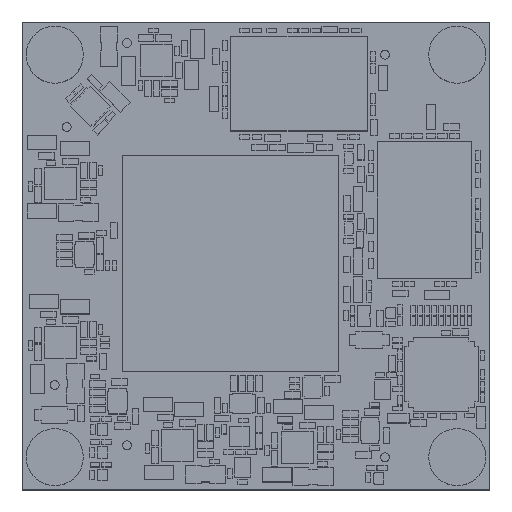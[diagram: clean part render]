
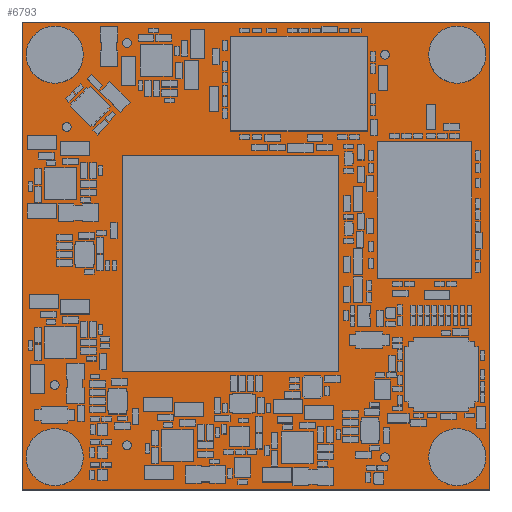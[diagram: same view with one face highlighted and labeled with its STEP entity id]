
A CAD part, top view. The second image highlights one B-rep face of the part: STEP entity #6793.
In plain terms, the highlighted planar face has unit normal (0, 0, 1).
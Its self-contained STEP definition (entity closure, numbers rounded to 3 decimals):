
#2096=CIRCLE($,#4871,0.475);
#2097=CIRCLE($,#4872,0.475);
#2100=CIRCLE($,#4877,0.475);
#2101=CIRCLE($,#4878,0.475);
#2104=CIRCLE($,#4883,0.475);
#2105=CIRCLE($,#4884,0.475);
#2108=CIRCLE($,#4889,0.475);
#2109=CIRCLE($,#4890,0.475);
#2112=CIRCLE($,#4895,0.475);
#2113=CIRCLE($,#4896,0.475);
#2116=CIRCLE($,#4901,0.475);
#2117=CIRCLE($,#4902,0.475);
#3969=FACE_OUTER_BOUND($,#4417,.F.);
#3975=FACE_OUTER_BOUND($,#4423,.T.);
#3979=FACE_OUTER_BOUND($,#4427,.T.);
#3983=FACE_OUTER_BOUND($,#4431,.T.);
#3987=FACE_OUTER_BOUND($,#4435,.T.);
#3991=FACE_OUTER_BOUND($,#4439,.T.);
#3995=FACE_OUTER_BOUND($,#4443,.T.);
#4417=EDGE_LOOP($,(#7229,#7230,#7231,#7232));
#4423=EDGE_LOOP($,(#7253,#7254));
#4427=EDGE_LOOP($,(#7265,#7266));
#4431=EDGE_LOOP($,(#7277,#7278));
#4435=EDGE_LOOP($,(#7289,#7290));
#4439=EDGE_LOOP($,(#7301,#7302));
#4443=EDGE_LOOP($,(#7313,#7314));
#4865=AXIS2_PLACEMENT_3D($,#16730,#14286,$);
#4871=AXIS2_PLACEMENT_3D($,#16742,#14286,$);
#4872=AXIS2_PLACEMENT_3D($,#16743,#14286,$);
#4877=AXIS2_PLACEMENT_3D($,#16754,#14286,$);
#4878=AXIS2_PLACEMENT_3D($,#16755,#14286,$);
#4883=AXIS2_PLACEMENT_3D($,#16766,#14286,$);
#4884=AXIS2_PLACEMENT_3D($,#16767,#14286,$);
#4889=AXIS2_PLACEMENT_3D($,#16778,#14286,$);
#4890=AXIS2_PLACEMENT_3D($,#16779,#14286,$);
#4895=AXIS2_PLACEMENT_3D($,#16790,#14286,$);
#4896=AXIS2_PLACEMENT_3D($,#16791,#14286,$);
#4901=AXIS2_PLACEMENT_3D($,#16802,#14286,$);
#4902=AXIS2_PLACEMENT_3D($,#16803,#14286,$);
#6383=PLANE($,#4865);
#6793=ADVANCED_FACE($,(#3969,#3975,#3979,#3983,#3987,#3991,#3995),#6383,
 .T.);
#7229=ORIENTED_EDGE($,*,*,#9401,.T.);
#7230=ORIENTED_EDGE($,*,*,#9402,.T.);
#7231=ORIENTED_EDGE($,*,*,#9403,.T.);
#7232=ORIENTED_EDGE($,*,*,#9404,.T.);
#7253=ORIENTED_EDGE($,*,*,#9414,.T.);
#7254=ORIENTED_EDGE($,*,*,#9415,.T.);
#7265=ORIENTED_EDGE($,*,*,#9421,.T.);
#7266=ORIENTED_EDGE($,*,*,#9422,.T.);
#7277=ORIENTED_EDGE($,*,*,#9428,.T.);
#7278=ORIENTED_EDGE($,*,*,#9429,.T.);
#7289=ORIENTED_EDGE($,*,*,#9435,.T.);
#7290=ORIENTED_EDGE($,*,*,#9436,.T.);
#7301=ORIENTED_EDGE($,*,*,#9442,.T.);
#7302=ORIENTED_EDGE($,*,*,#9443,.T.);
#7313=ORIENTED_EDGE($,*,*,#9449,.T.);
#7314=ORIENTED_EDGE($,*,*,#9450,.T.);
#9401=EDGE_CURVE($,#12684,#12685,#11607,.T.);
#9402=EDGE_CURVE($,#12685,#12686,#11608,.T.);
#9403=EDGE_CURVE($,#12686,#12687,#11609,.T.);
#9404=EDGE_CURVE($,#12687,#12684,#11610,.T.);
#9414=EDGE_CURVE($,#12694,#12695,#2096,.F.);
#9415=EDGE_CURVE($,#12695,#12694,#2097,.F.);
#9421=EDGE_CURVE($,#12700,#12701,#2100,.F.);
#9422=EDGE_CURVE($,#12701,#12700,#2101,.F.);
#9428=EDGE_CURVE($,#12706,#12707,#2104,.F.);
#9429=EDGE_CURVE($,#12707,#12706,#2105,.F.);
#9435=EDGE_CURVE($,#12712,#12713,#2108,.F.);
#9436=EDGE_CURVE($,#12713,#12712,#2109,.F.);
#9442=EDGE_CURVE($,#12718,#12719,#2112,.F.);
#9443=EDGE_CURVE($,#12719,#12718,#2113,.F.);
#9449=EDGE_CURVE($,#12724,#12725,#2116,.F.);
#9450=EDGE_CURVE($,#12725,#12724,#2117,.F.);
#10530=VECTOR($,#14289,50.);
#10531=VECTOR($,#14290,50.);
#10532=VECTOR($,#14291,50.);
#10533=VECTOR($,#14292,50.);
#11607=LINE($,#16729,#10530);
#11608=LINE($,#16730,#10531);
#11609=LINE($,#16731,#10532);
#11610=LINE($,#16732,#10533);
#12684=VERTEX_POINT($,#16729);
#12685=VERTEX_POINT($,#16730);
#12686=VERTEX_POINT($,#16731);
#12687=VERTEX_POINT($,#16732);
#12694=VERTEX_POINT($,#16739);
#12695=VERTEX_POINT($,#16740);
#12700=VERTEX_POINT($,#16751);
#12701=VERTEX_POINT($,#16752);
#12706=VERTEX_POINT($,#16763);
#12707=VERTEX_POINT($,#16764);
#12712=VERTEX_POINT($,#16775);
#12713=VERTEX_POINT($,#16776);
#12718=VERTEX_POINT($,#16787);
#12719=VERTEX_POINT($,#16788);
#12724=VERTEX_POINT($,#16799);
#12725=VERTEX_POINT($,#16800);
#14286=DIRECTION($,(0.,0.,1.));
#14289=DIRECTION($,(1.,0.,0.));
#14290=DIRECTION($,(0.,-1.,0.));
#14291=DIRECTION($,(-1.,0.,0.));
#14292=DIRECTION($,(0.,1.,0.));
#16729=CARTESIAN_POINT('',(-25.,25.,0.));
#16730=CARTESIAN_POINT('',(25.,25.,0.));
#16731=CARTESIAN_POINT('',(25.,-25.,0.));
#16732=CARTESIAN_POINT('',(-25.,-25.,0.));
#16739=CARTESIAN_POINT('',(-19.755,13.785,0.));
#16740=CARTESIAN_POINT('',(-20.705,13.785,0.));
#16742=CARTESIAN_POINT('',(-20.23,13.785,0.));
#16743=CARTESIAN_POINT('',(-20.23,13.785,0.));
#16751=CARTESIAN_POINT('',(-21.025,-13.785,0.));
#16752=CARTESIAN_POINT('',(-21.975,-13.785,0.));
#16754=CARTESIAN_POINT('',(-21.5,-13.785,0.));
#16755=CARTESIAN_POINT('',(-21.5,-13.785,0.));
#16763=CARTESIAN_POINT('',(-13.31,22.77,0.));
#16764=CARTESIAN_POINT('',(-14.26,22.77,0.));
#16766=CARTESIAN_POINT('',(-13.785,22.77,0.));
#16767=CARTESIAN_POINT('',(-13.785,22.77,0.));
#16775=CARTESIAN_POINT('',(14.26,21.5,0.));
#16776=CARTESIAN_POINT('',(13.31,21.5,0.));
#16778=CARTESIAN_POINT('',(13.785,21.5,0.));
#16779=CARTESIAN_POINT('',(13.785,21.5,0.));
#16787=CARTESIAN_POINT('',(-13.31,-20.23,0.));
#16788=CARTESIAN_POINT('',(-14.26,-20.23,0.));
#16790=CARTESIAN_POINT('',(-13.785,-20.23,0.));
#16791=CARTESIAN_POINT('',(-13.785,-20.23,0.));
#16799=CARTESIAN_POINT('',(14.26,-21.5,0.));
#16800=CARTESIAN_POINT('',(13.31,-21.5,0.));
#16802=CARTESIAN_POINT('',(13.785,-21.5,0.));
#16803=CARTESIAN_POINT('',(13.785,-21.5,0.));
